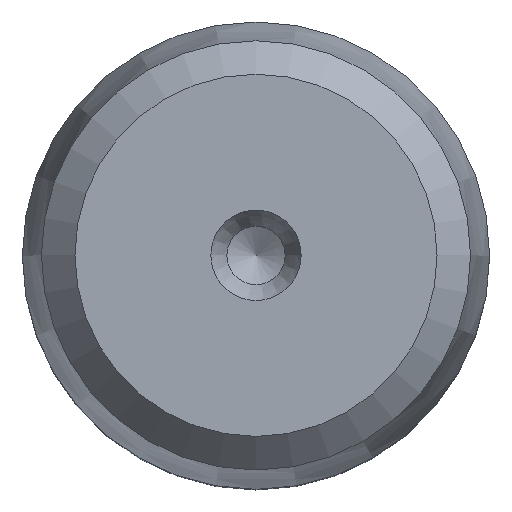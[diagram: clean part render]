
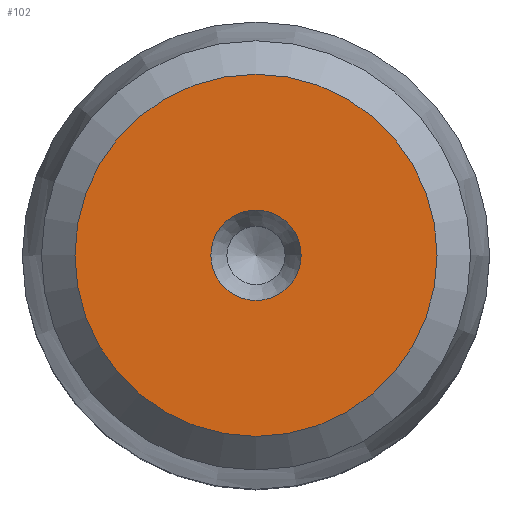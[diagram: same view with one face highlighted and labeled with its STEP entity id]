
A CAD part, top view. The second image highlights one B-rep face of the part: STEP entity #102.
In plain terms, the highlighted planar face has unit normal (0, 0, 1).
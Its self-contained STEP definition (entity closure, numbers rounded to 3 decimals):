
#61=PLANE('',#871);
#102=ADVANCED_FACE('',(#140,#141),#61,.F.);
#140=FACE_BOUND('',#184,.T.);
#141=FACE_BOUND('',#185,.T.);
#184=EDGE_LOOP('',(#266));
#185=EDGE_LOOP('',(#267));
#266=ORIENTED_EDGE('',*,*,#344,.F.);
#267=ORIENTED_EDGE('',*,*,#345,.T.);
#303=VERTEX_POINT('',#1229);
#304=VERTEX_POINT('',#1232);
#344=EDGE_CURVE('',#303,#303,#366,.T.);
#345=EDGE_CURVE('',#304,#304,#367,.T.);
#366=CIRCLE('',#868,1.55);
#367=CIRCLE('',#870,6.21);
#868=AXIS2_PLACEMENT_3D('',#1228,#1038,#1039);
#870=AXIS2_PLACEMENT_3D('',#1231,#1042,#1043);
#871=AXIS2_PLACEMENT_3D('',#1233,#1044,#1045);
#1038=DIRECTION('',(0.,0.,1.));
#1039=DIRECTION('',(-1.,0.,0.));
#1042=DIRECTION('',(0.,0.,1.));
#1043=DIRECTION('',(-1.,0.,0.));
#1044=DIRECTION('',(0.,0.,-1.));
#1045=DIRECTION('',(-1.,0.,0.));
#1228=CARTESIAN_POINT('',(0.,0.,110.));
#1229=CARTESIAN_POINT('',(-1.55,0.,110.));
#1231=CARTESIAN_POINT('',(0.,0.,110.));
#1232=CARTESIAN_POINT('',(-6.21,0.,110.));
#1233=CARTESIAN_POINT('',(0.,0.,110.));
